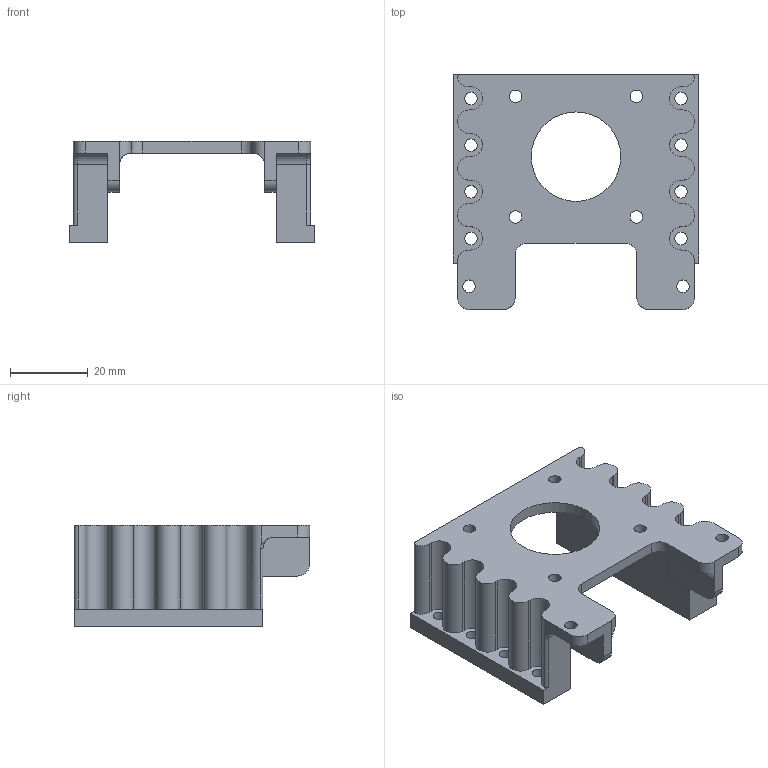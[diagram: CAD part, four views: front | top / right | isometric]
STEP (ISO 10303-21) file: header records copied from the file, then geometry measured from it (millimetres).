
FILE_DESCRIPTION(/* description */ (''),/* implementation_level */ '2;1');
FILE_NAME(/* name */ 'BMG printed mount.step',/* time_stamp */ '2021-03-31T14:47:06+08:00',/* author */ (''),/* organization */ (''),/* preprocessor_version */ 'ST-DEVELOPER v18.1',/* originating_system */ 'Autodesk Translation Framework v9.10.0.1330',/* authorisation */ '');
FILE_SCHEMA (('AUTOMOTIVE_DESIGN { 1 0 10303 214 3 1 1 }'));
Length unit declared in the file: millimetre
Products named in the file (1): BMG printed mount
Bounding box: 63 x 60.45 x 26 mm (x, y, z)
Volume: 22330 mm3; surface area: 14144.9 mm2
Topology: 1 solids, 1 shells, 97 faces, 277 edges, 182 vertices
Faces by surface type: cylinder 49, plane 46, torus 2
Full cylindrical faces by diameter (mm): 3.2 x14, 23 x1
Entity records: 3326 total; most frequent: CARTESIAN_POINT 619, DIRECTION 563, ORIENTED_EDGE 554, EDGE_CURVE 277, AXIS2_PLACEMENT_3D 194, VERTEX_POINT 182, LINE 175, VECTOR 175
